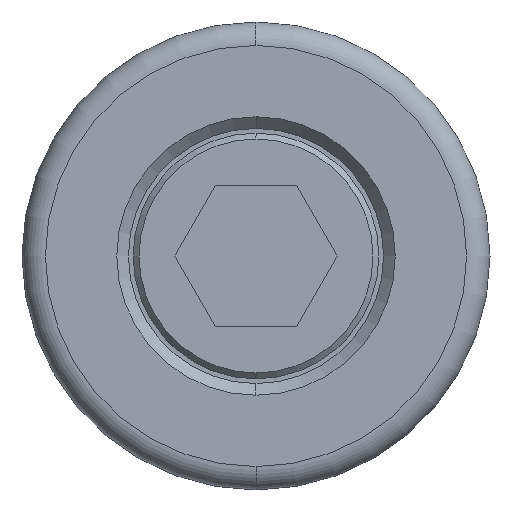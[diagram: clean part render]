
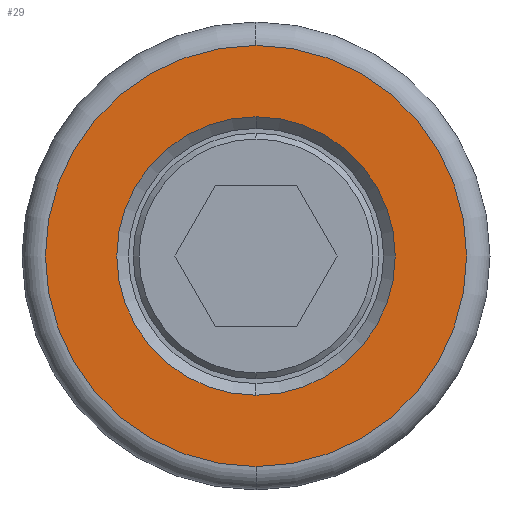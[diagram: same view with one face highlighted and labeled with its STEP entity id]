
A CAD part, left-side view. The second image highlights one B-rep face of the part: STEP entity #29.
In plain terms, the highlighted planar face has unit normal (-1, 0, 0).
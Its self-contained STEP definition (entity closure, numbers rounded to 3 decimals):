
#29 = ADVANCED_FACE ( 'NONE', ( #3038, #3056 ), #393, .F. ) ;
#166 = ORIENTED_EDGE ( 'NONE', *, *, #1069, .T. ) ;
#185 = CARTESIAN_POINT ( 'NONE',  ( 0., 0., 0. ) ) ;
#254 = CARTESIAN_POINT ( 'NONE',  ( 0., 0., 11.9 ) ) ;
#393 = PLANE ( 'NONE',  #3376 ) ;
#561 = DIRECTION ( 'NONE',  ( -1., 0., 0. ) ) ;
#616 = DIRECTION ( 'NONE',  ( 0., 0., -1. ) ) ;
#742 = DIRECTION ( 'NONE',  ( 1., 0., 0. ) ) ;
#1069 = EDGE_CURVE ( 'NONE', #3744, #1114, #1170, .T. ) ;
#1113 = CARTESIAN_POINT ( 'NONE',  ( 0., 0., 18. ) ) ;
#1114 = VERTEX_POINT ( 'NONE', #254 ) ;
#1118 = CARTESIAN_POINT ( 'NONE',  ( 0., 0., 0. ) ) ;
#1170 = CIRCLE ( 'NONE', #3659, 11.9 ) ;
#1400 = CARTESIAN_POINT ( 'NONE',  ( 0., 20., 0. ) ) ;
#1700 = DIRECTION ( 'NONE',  ( 0., 0., -1. ) ) ;
#1746 = EDGE_CURVE ( 'NONE', #1114, #3744, #2159, .T. ) ;
#1822 = EDGE_LOOP ( 'NONE', ( #3839, #2725 ) ) ;
#1837 = VERTEX_POINT ( 'NONE', #1113 ) ;
#1981 = AXIS2_PLACEMENT_3D ( 'NONE', #2436, #561, #2537 ) ;
#2159 = CIRCLE ( 'NONE', #3500, 11.9 ) ;
#2227 = DIRECTION ( 'NONE',  ( 1., 0., 0. ) ) ;
#2290 = EDGE_CURVE ( 'NONE', #1837, #3021, #3254, .T. ) ;
#2305 = CIRCLE ( 'NONE', #3253, 18. ) ;
#2348 = DIRECTION ( 'NONE',  ( -1., 0., 0. ) ) ;
#2436 = CARTESIAN_POINT ( 'NONE',  ( 0., 0., 0. ) ) ;
#2533 = DIRECTION ( 'NONE',  ( 1., 0., 0. ) ) ;
#2537 = DIRECTION ( 'NONE',  ( 0., 0., -1. ) ) ;
#2725 = ORIENTED_EDGE ( 'NONE', *, *, #2290, .T. ) ;
#2742 = DIRECTION ( 'NONE',  ( 0., 0., -1. ) ) ;
#3021 = VERTEX_POINT ( 'NONE', #3915 ) ;
#3038 = FACE_BOUND ( 'NONE', #4105, .T. ) ;
#3056 = FACE_OUTER_BOUND ( 'NONE', #1822, .T. ) ;
#3089 = EDGE_CURVE ( 'NONE', #3021, #1837, #2305, .T. ) ;
#3206 = CARTESIAN_POINT ( 'NONE',  ( 0., 0., 0. ) ) ;
#3253 = AXIS2_PLACEMENT_3D ( 'NONE', #1118, #2348, #2742 ) ;
#3254 = CIRCLE ( 'NONE', #1981, 18. ) ;
#3376 = AXIS2_PLACEMENT_3D ( 'NONE', #1400, #742, #1700 ) ;
#3500 = AXIS2_PLACEMENT_3D ( 'NONE', #3206, #2533, #3825 ) ;
#3659 = AXIS2_PLACEMENT_3D ( 'NONE', #185, #2227, #616 ) ;
#3744 = VERTEX_POINT ( 'NONE', #3789 ) ;
#3789 = CARTESIAN_POINT ( 'NONE',  ( 0., 0., -11.9 ) ) ;
#3825 = DIRECTION ( 'NONE',  ( 0., 0., -1. ) ) ;
#3839 = ORIENTED_EDGE ( 'NONE', *, *, #3089, .T. ) ;
#3915 = CARTESIAN_POINT ( 'NONE',  ( 0., 0., -18. ) ) ;
#4105 = EDGE_LOOP ( 'NONE', ( #4164, #166 ) ) ;
#4164 = ORIENTED_EDGE ( 'NONE', *, *, #1746, .T. ) ;
